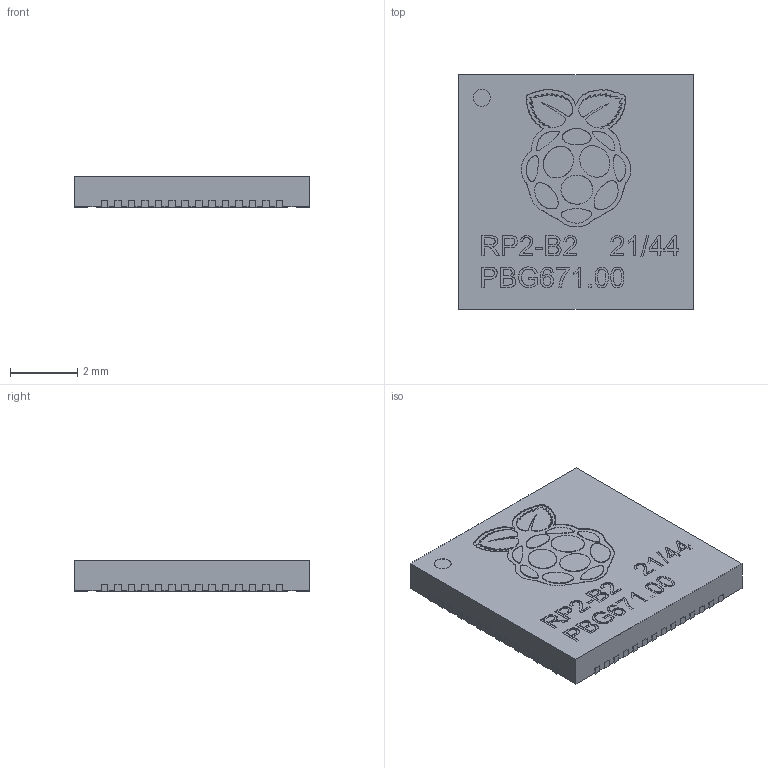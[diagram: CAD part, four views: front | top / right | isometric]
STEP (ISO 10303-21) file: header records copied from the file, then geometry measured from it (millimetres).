
FILE_DESCRIPTION(/* description */ (''),/* implementation_level */ '2;1');
FILE_NAME(/* name */ 'RP2040-QFN56.step',/* time_stamp */ '2022-08-01T23:07:00+07:00',/* author */ (''),/* organization */ (''),/* preprocessor_version */ 'ST-DEVELOPER v19',/* originating_system */ 'Autodesk Translation Framework v11.7.0.108',/* authorisation */ '');
FILE_SCHEMA (('AUTOMOTIVE_DESIGN { 1 0 10303 214 3 1 1 }'));
Products named in the file (1): (Unsaved)
Bounding box: 7 x 7 x 0.92 mm (x, y, z)
Volume: 44.5 mm3; surface area: 126.8 mm2
Topology: 1 solids, 1 shells, 1873 faces, 5469 edges, 3646 vertices
Faces by surface type: cylinder 1129, plane 500, bspline 244
Full cylindrical faces by diameter (mm): 0.5 x1
Entity records: 65818 total; most frequent: CARTESIAN_POINT 15137, ORIENTED_EDGE 10938, DIRECTION 10499, EDGE_CURVE 5469, AXIS2_PLACEMENT_3D 3888, VERTEX_POINT 3646, LINE 2723, VECTOR 2723
